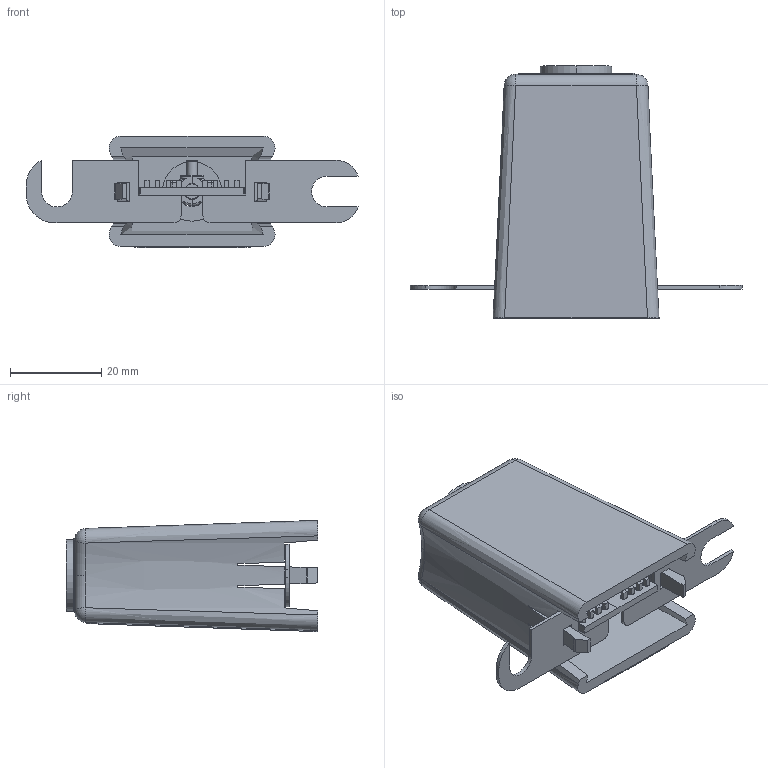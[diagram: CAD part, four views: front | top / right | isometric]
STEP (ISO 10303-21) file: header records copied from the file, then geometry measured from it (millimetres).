
FILE_DESCRIPTION (( 'STEP AP214' ), '1' );
FILE_NAME ('1101-1105-E.STEP', '2019-01-25T19:27:35', ( '' ), ( '' ), 'SwSTEP 2.0', 'SolidWorks 2018', '' );
FILE_SCHEMA (( 'AUTOMOTIVE_DESIGN' ));
Length unit declared in the file: inch
Products named in the file (22): 2103-211; 2105-461; 2200-598; 2003-862-3; 2003-2875; 2103-212; 3820-023; 2001-176; 2003-2889; 1101-1105-E; 3900-013; 2250-1037_Fully Assembled; 2105-460
Assembly tree (12 placements, depth 3):
  2103-211
  2105-461
  2003-862-3
  2200-598
  2003-2889
Bounding box: 72.72 x 55.18 x 24.38 mm (x, y, z)
Volume: 16714.4 mm3; surface area: 20766.9 mm2
Topology: 9 solids, 9 shells, 2389 faces, 6372 edges, 4207 vertices
Faces by surface type: plane 1365, bspline 855, cylinder 152, cone 6, sphere 6, torus 5
Entity records: 140857 total; most frequent: CARTESIAN_POINT 62340, ORIENTED_EDGE 12736, DIRECTION 8040, EDGE_CURVE 6368, LINE 4234, VECTOR 4234, VERTEX_POINT 4207, EDGE_LOOP 2631
